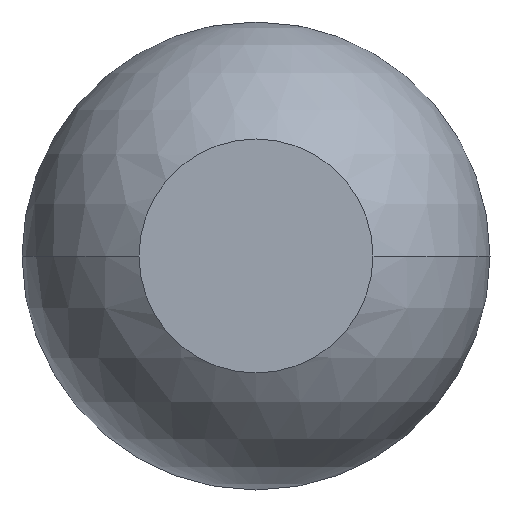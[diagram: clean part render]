
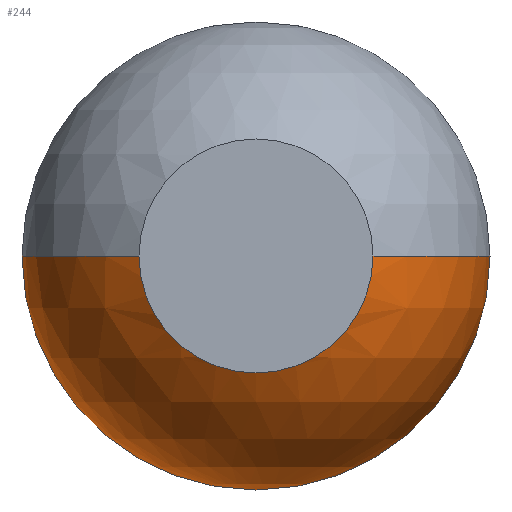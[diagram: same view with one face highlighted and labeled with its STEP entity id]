
A CAD part, front view. The second image highlights one B-rep face of the part: STEP entity #244.
In plain terms, the highlighted spherical face has radius 5.08 mm.
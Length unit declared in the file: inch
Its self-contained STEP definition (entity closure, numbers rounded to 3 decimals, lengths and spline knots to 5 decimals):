
#1 = DIRECTION ( 'NONE',  ( 0., 0., -1. ) ) ;
#2 = DIRECTION ( 'NONE',  ( 0., 0., 1. ) ) ;
#15 = EDGE_CURVE ( 'NONE', #39, #138, #21, .T. ) ;
#21 = CIRCLE ( 'NONE', #101, 0.2 ) ;
#22 = DIRECTION ( 'NONE',  ( 0., -1., 0. ) ) ;
#28 = CARTESIAN_POINT ( 'NONE',  ( 0., -0.77123, -0.1 ) ) ;
#39 = VERTEX_POINT ( 'NONE', #239 ) ;
#44 = DIRECTION ( 'NONE',  ( 0., 0., 1. ) ) ;
#49 = DIRECTION ( 'NONE',  ( -1., 0., 0. ) ) ;
#60 = ORIENTED_EDGE ( 'NONE', *, *, #15, .T. ) ;
#65 = DIRECTION ( 'NONE',  ( 0., 0., -1. ) ) ;
#67 = EDGE_CURVE ( 'NONE', #142, #202, #73, .T. ) ;
#71 = CARTESIAN_POINT ( 'NONE',  ( -0.2, -0.59803, 0. ) ) ;
#73 = CIRCLE ( 'NONE', #188, 0.2 ) ;
#80 = AXIS2_PLACEMENT_3D ( 'NONE', #241, #144, #49 ) ;
#90 = CIRCLE ( 'NONE', #167, 0.1 ) ;
#94 = AXIS2_PLACEMENT_3D ( 'NONE', #221, #243, #1 ) ;
#96 = CARTESIAN_POINT ( 'NONE',  ( 0., -0.77123, 0. ) ) ;
#101 = AXIS2_PLACEMENT_3D ( 'NONE', #277, #65, #255 ) ;
#104 = CIRCLE ( 'NONE', #238, 0.1 ) ;
#129 = EDGE_CURVE ( 'NONE', #202, #210, #90, .T. ) ;
#138 = VERTEX_POINT ( 'NONE', #148 ) ;
#140 = EDGE_LOOP ( 'NONE', ( #274, #60, #156, #293, #165 ) ) ;
#142 = VERTEX_POINT ( 'NONE', #71 ) ;
#144 = DIRECTION ( 'NONE',  ( 0., 0., -1. ) ) ;
#148 = CARTESIAN_POINT ( 'NONE',  ( 0.1, -0.77123, 0. ) ) ;
#149 = DIRECTION ( 'NONE',  ( 0., 0., 1. ) ) ;
#156 = ORIENTED_EDGE ( 'NONE', *, *, #208, .F. ) ;
#165 = ORIENTED_EDGE ( 'NONE', *, *, #67, .F. ) ;
#167 = AXIS2_PLACEMENT_3D ( 'NONE', #96, #22, #2 ) ;
#169 = CARTESIAN_POINT ( 'NONE',  ( 0., -0.59803, 0. ) ) ;
#175 = CARTESIAN_POINT ( 'NONE',  ( -0.1, -0.77123, 0. ) ) ;
#188 = AXIS2_PLACEMENT_3D ( 'NONE', #169, #149, #199 ) ;
#195 = FACE_OUTER_BOUND ( 'NONE', #140, .T. ) ;
#196 = DIRECTION ( 'NONE',  ( 0., -1., 0. ) ) ;
#199 = DIRECTION ( 'NONE',  ( 1., 0., 0. ) ) ;
#202 = VERTEX_POINT ( 'NONE', #175 ) ;
#208 = EDGE_CURVE ( 'NONE', #210, #138, #104, .T. ) ;
#210 = VERTEX_POINT ( 'NONE', #28 ) ;
#221 = CARTESIAN_POINT ( 'NONE',  ( 0., -0.59803, 0. ) ) ;
#238 = AXIS2_PLACEMENT_3D ( 'NONE', #268, #196, #44 ) ;
#239 = CARTESIAN_POINT ( 'NONE',  ( 0.2, -0.59803, 0. ) ) ;
#241 = CARTESIAN_POINT ( 'NONE',  ( 0., -0.59803, 0. ) ) ;
#243 = DIRECTION ( 'NONE',  ( 0., -1., 0. ) ) ;
#244 = ADVANCED_FACE ( 'NONE', ( #195 ), #285, .T. ) ;
#248 = EDGE_CURVE ( 'NONE', #142, #39, #306, .T. ) ;
#255 = DIRECTION ( 'NONE',  ( -1., 0., 0. ) ) ;
#268 = CARTESIAN_POINT ( 'NONE',  ( 0., -0.77123, 0. ) ) ;
#274 = ORIENTED_EDGE ( 'NONE', *, *, #248, .T. ) ;
#277 = CARTESIAN_POINT ( 'NONE',  ( 0., -0.59803, 0. ) ) ;
#285 = SPHERICAL_SURFACE ( 'NONE', #80, 0.2 ) ;
#293 = ORIENTED_EDGE ( 'NONE', *, *, #129, .F. ) ;
#306 = CIRCLE ( 'NONE', #94, 0.2 ) ;
